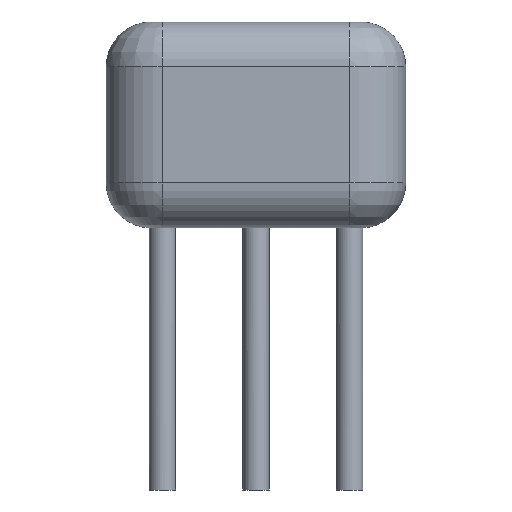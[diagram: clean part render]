
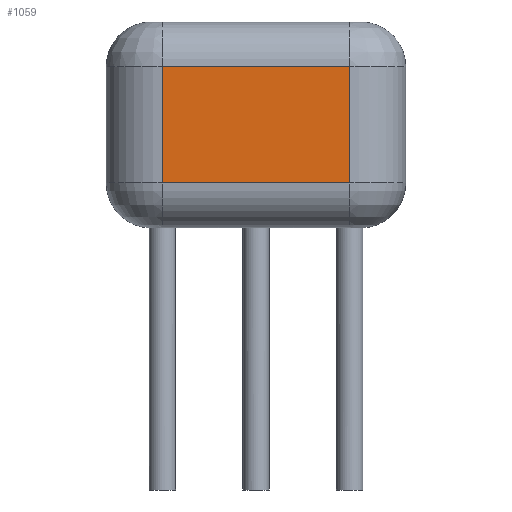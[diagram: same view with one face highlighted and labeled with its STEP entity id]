
A CAD part, front view. The second image highlights one B-rep face of the part: STEP entity #1059.
In plain terms, the highlighted planar face has unit normal (0, -1, 0).
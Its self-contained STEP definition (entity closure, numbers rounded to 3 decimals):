
#12=DIRECTION('',(0.,0.,1.));
#26=DIRECTION('',(1.,0.,0.));
#30=DIRECTION('',(-1.,0.,0.));
#347=VECTOR('',#26,1.);
#537=VERTEX_POINT('',#538);
#538=CARTESIAN_POINT('',(0.,-1.5,4.2));
#564=ORIENTED_EDGE('',*,*,#565,.T.);
#565=EDGE_CURVE('',#537,#566,#568,.T.);
#566=VERTEX_POINT('',#567);
#567=CARTESIAN_POINT('',(5.,-1.5,4.2));
#568=LINE('',#569,#347);
#569=CARTESIAN_POINT('',(0.,-1.5,4.2));
#959=VECTOR('',#12,1.);
#1029=VERTEX_POINT('',#1030);
#1030=CARTESIAN_POINT('',(0.,-1.5,7.3));
#1035=ORIENTED_EDGE('',*,*,#1036,.F.);
#1036=EDGE_CURVE('',#537,#1029,#1037,.T.);
#1037=LINE('',#1038,#959);
#1038=CARTESIAN_POINT('',(0.,-1.5,3.));
#1059=ADVANCED_FACE('',(#1060),#1072,.T.);
#1060=FACE_BOUND('',#1061,.T.);
#1061=EDGE_LOOP('',(#1062,#1068,#1035,#564));
#1062=ORIENTED_EDGE('',*,*,#1063,.T.);
#1063=EDGE_CURVE('',#566,#1064,#1066,.T.);
#1064=VERTEX_POINT('',#1065);
#1065=CARTESIAN_POINT('',(5.,-1.5,7.3));
#1066=LINE('',#1067,#959);
#1067=CARTESIAN_POINT('',(5.,-1.5,3.));
#1068=ORIENTED_EDGE('',*,*,#1069,.T.);
#1069=EDGE_CURVE('',#1064,#1029,#1070,.T.);
#1070=LINE('',#1065,#1071);
#1071=VECTOR('',#30,1.);
#1072=PLANE('',#1073);
#1073=AXIS2_PLACEMENT_3D('',#1067,#1074,#30);
#1074=DIRECTION('',(0.,-1.,0.));
